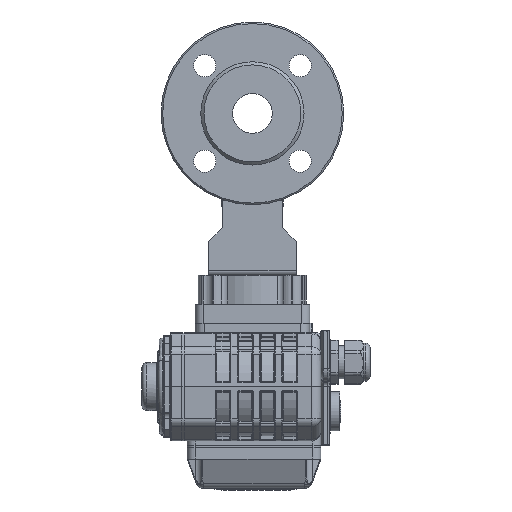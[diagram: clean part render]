
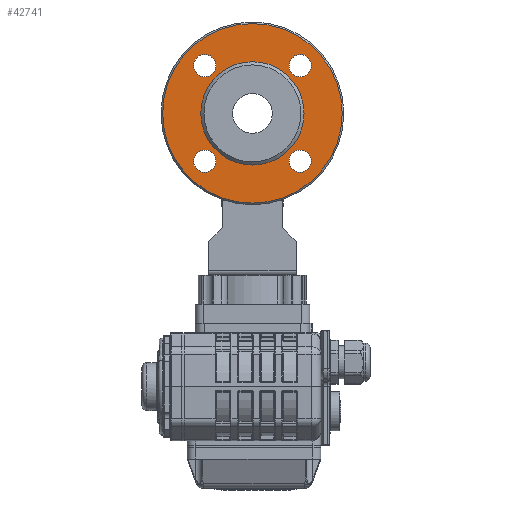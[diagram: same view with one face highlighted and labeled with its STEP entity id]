
A CAD part, front view. The second image highlights one B-rep face of the part: STEP entity #42741.
In plain terms, the highlighted planar face has unit normal (0, -1, 0).
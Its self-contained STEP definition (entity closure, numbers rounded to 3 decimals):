
#2837=CIRCLE('',#48137,56.5);
#2838=CIRCLE('',#48138,7.);
#2839=CIRCLE('',#48139,7.);
#2840=CIRCLE('',#48140,7.);
#2841=CIRCLE('',#48141,7.);
#2842=CIRCLE('',#48142,32.5);
#5531=ORIENTED_EDGE('',*,*,#18347,.T.);
#5532=ORIENTED_EDGE('',*,*,#18348,.F.);
#5533=ORIENTED_EDGE('',*,*,#18349,.F.);
#5534=ORIENTED_EDGE('',*,*,#18350,.F.);
#5535=ORIENTED_EDGE('',*,*,#18351,.F.);
#5536=ORIENTED_EDGE('',*,*,#18352,.T.);
#18347=EDGE_CURVE('',#24770,#24770,#2837,.T.);
#18348=EDGE_CURVE('',#24771,#24771,#2838,.T.);
#18349=EDGE_CURVE('',#24772,#24772,#2839,.T.);
#18350=EDGE_CURVE('',#24773,#24773,#2840,.T.);
#18351=EDGE_CURVE('',#24774,#24774,#2841,.T.);
#18352=EDGE_CURVE('',#24775,#24775,#2842,.T.);
#24770=VERTEX_POINT('',#66929);
#24771=VERTEX_POINT('',#66931);
#24772=VERTEX_POINT('',#66933);
#24773=VERTEX_POINT('',#66935);
#24774=VERTEX_POINT('',#66937);
#24775=VERTEX_POINT('',#66939);
#35376=EDGE_LOOP('',(#5531));
#35377=EDGE_LOOP('',(#5532));
#35378=EDGE_LOOP('',(#5533));
#35379=EDGE_LOOP('',(#5534));
#35380=EDGE_LOOP('',(#5535));
#35381=EDGE_LOOP('',(#5536));
#38564=FACE_BOUND('',#35376,.T.);
#38565=FACE_BOUND('',#35377,.T.);
#38566=FACE_BOUND('',#35378,.T.);
#38567=FACE_BOUND('',#35379,.T.);
#38568=FACE_BOUND('',#35380,.T.);
#38569=FACE_BOUND('',#35381,.T.);
#41696=PLANE('',#48136);
#42741=ADVANCED_FACE('',(#38564,#38565,#38566,#38567,#38568,#38569),#41696,
 .T.);
#48136=AXIS2_PLACEMENT_3D('',#66927,#53438,#53439);
#48137=AXIS2_PLACEMENT_3D('',#66928,#53440,#53441);
#48138=AXIS2_PLACEMENT_3D('',#66930,#53442,#53443);
#48139=AXIS2_PLACEMENT_3D('',#66932,#53444,#53445);
#48140=AXIS2_PLACEMENT_3D('',#66934,#53446,#53447);
#48141=AXIS2_PLACEMENT_3D('',#66936,#53448,#53449);
#48142=AXIS2_PLACEMENT_3D('',#66938,#53450,#53451);
#53438=DIRECTION('',(0.,-1.,0.));
#53439=DIRECTION('',(0.,0.,-1.));
#53440=DIRECTION('',(0.,-1.,0.));
#53441=DIRECTION('',(0.,0.,-1.));
#53442=DIRECTION('',(0.,-1.,0.));
#53443=DIRECTION('',(-1.,0.,0.));
#53444=DIRECTION('',(0.,-1.,0.));
#53445=DIRECTION('',(-1.,0.,0.));
#53446=DIRECTION('',(0.,-1.,0.));
#53447=DIRECTION('',(-1.,0.,0.));
#53448=DIRECTION('',(0.,-1.,0.));
#53449=DIRECTION('',(-1.,0.,0.));
#53450=DIRECTION('',(0.,1.,0.));
#53451=DIRECTION('',(1.,0.,0.));
#66927=CARTESIAN_POINT('',(0.,-60.5,0.));
#66928=CARTESIAN_POINT('',(0.,-60.5,0.));
#66929=CARTESIAN_POINT('',(0.,-60.5,-56.5));
#66930=CARTESIAN_POINT('',(30.052,-60.5,30.052));
#66931=CARTESIAN_POINT('',(23.052,-60.5,30.052));
#66932=CARTESIAN_POINT('',(-30.052,-60.5,30.052));
#66933=CARTESIAN_POINT('',(-37.052,-60.5,30.052));
#66934=CARTESIAN_POINT('',(-30.052,-60.5,-30.052));
#66935=CARTESIAN_POINT('',(-37.052,-60.5,-30.052));
#66936=CARTESIAN_POINT('',(30.052,-60.5,-30.052));
#66937=CARTESIAN_POINT('',(23.052,-60.5,-30.052));
#66938=CARTESIAN_POINT('',(0.,-60.5,0.));
#66939=CARTESIAN_POINT('',(32.5,-60.5,0.));
